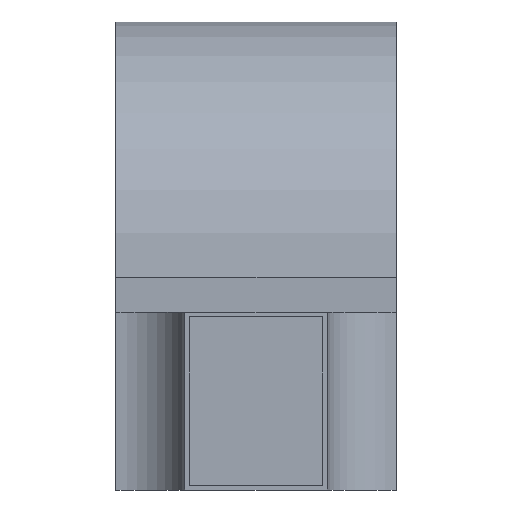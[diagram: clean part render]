
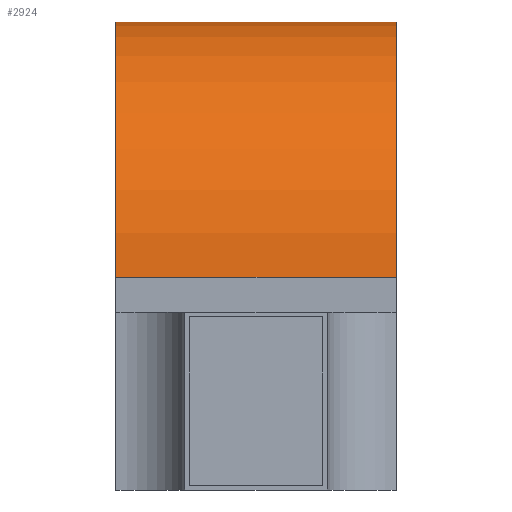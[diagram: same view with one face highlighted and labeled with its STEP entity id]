
A CAD part, front view. The second image highlights one B-rep face of the part: STEP entity #2924.
In plain terms, the highlighted cylindrical face has radius 0.55 mm (diameter 1.1 mm), a partial arc.
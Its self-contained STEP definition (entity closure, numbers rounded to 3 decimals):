
#69=CYLINDRICAL_SURFACE('',#3139,0.55);
#145=CIRCLE('',#3140,0.55);
#146=CIRCLE('',#3141,0.55);
#805=ORIENTED_EDGE('',*,*,#1150,.T.);
#806=ORIENTED_EDGE('',*,*,#1143,.F.);
#807=ORIENTED_EDGE('',*,*,#1151,.F.);
#808=ORIENTED_EDGE('',*,*,#1148,.T.);
#1143=EDGE_CURVE('',#1370,#1367,#1628,.T.);
#1148=EDGE_CURVE('',#1374,#1373,#1633,.T.);
#1150=EDGE_CURVE('',#1373,#1367,#145,.T.);
#1151=EDGE_CURVE('',#1374,#1370,#146,.T.);
#1367=VERTEX_POINT('',#4509);
#1370=VERTEX_POINT('',#4514);
#1373=VERTEX_POINT('',#4524);
#1374=VERTEX_POINT('',#4526);
#1628=LINE('',#4515,#1888);
#1633=LINE('',#4525,#1893);
#1888=VECTOR('',#3778,1000.);
#1893=VECTOR('',#3787,1000.);
#2022=EDGE_LOOP('',(#805,#806,#807,#808));
#2152=FACE_BOUND('',#2022,.T.);
#2924=ADVANCED_FACE('',(#2152),#69,.T.);
#3139=AXIS2_PLACEMENT_3D('',#4528,#3789,#3790);
#3140=AXIS2_PLACEMENT_3D('',#4529,#3791,#3792);
#3141=AXIS2_PLACEMENT_3D('',#4530,#3793,#3794);
#3778=DIRECTION('',(0.,1.,0.));
#3787=DIRECTION('',(0.,1.,0.));
#3789=DIRECTION('',(0.,1.,0.));
#3790=DIRECTION('',(0.,0.,1.));
#3791=DIRECTION('',(0.,-1.,0.));
#3792=DIRECTION('',(1.,0.,0.));
#3793=DIRECTION('',(0.,-1.,0.));
#3794=DIRECTION('',(1.,0.,0.));
#4509=CARTESIAN_POINT('',(-0.55,0.3,0.075));
#4514=CARTESIAN_POINT('',(-0.55,-0.3,0.075));
#4515=CARTESIAN_POINT('',(-0.55,-0.3,0.075));
#4524=CARTESIAN_POINT('',(0.55,0.3,0.075));
#4525=CARTESIAN_POINT('',(0.55,-0.3,0.075));
#4526=CARTESIAN_POINT('',(0.55,-0.3,0.075));
#4528=CARTESIAN_POINT('',(0.,-0.3,0.07));
#4529=CARTESIAN_POINT('',(0.,0.3,0.07));
#4530=CARTESIAN_POINT('',(0.,-0.3,0.07));
